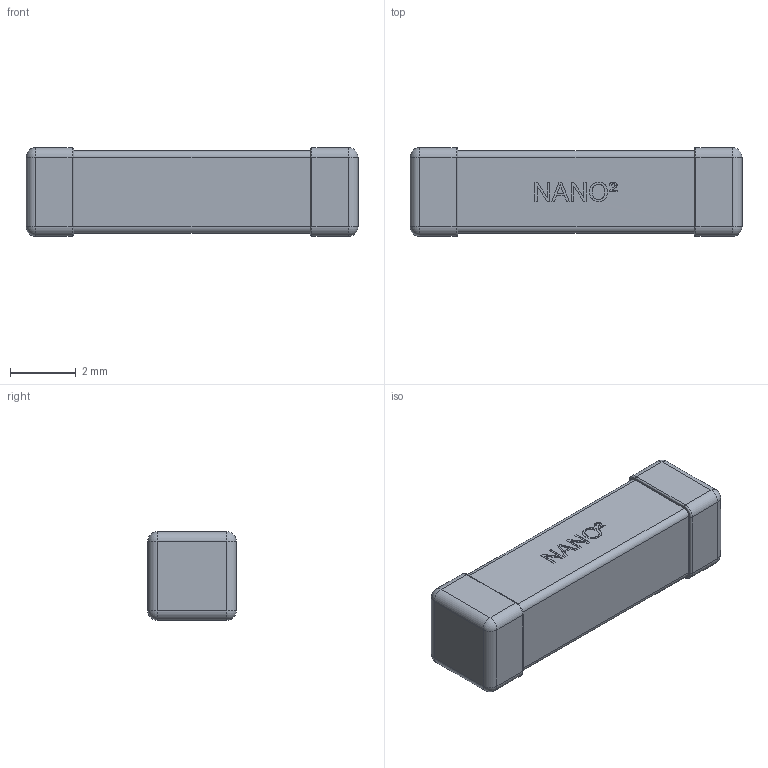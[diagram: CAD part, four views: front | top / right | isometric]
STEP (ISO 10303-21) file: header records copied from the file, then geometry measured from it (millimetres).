
FILE_DESCRIPTION (( 'STEP AP203' ), '1' );
FILE_NAME ('NANO2_SMD.STEP', '2013-06-09T09:04:09', ( '' ), ( '' ), 'SwSTEP 2.0', 'SolidWorks 2011', '' );
FILE_SCHEMA (( 'CONFIG_CONTROL_DESIGN' ));
Length unit declared in the file: centimetre
Products named in the file (1): NANO2_SMD
Bounding box: 10.1 x 2.7 x 2.7 mm (x, y, z)
Volume: 65.3 mm3; surface area: 112.7 mm2
Topology: 1 solids, 1 shells, 129 faces, 322 edges, 196 vertices
Faces by surface type: plane 58, cylinder 28, bspline 27, sphere 8, torus 8
Entity records: 3851 total; most frequent: CARTESIAN_POINT 891, ORIENTED_EDGE 628, DIRECTION 530, EDGE_CURVE 314, VERTEX_POINT 196, LINE 196, VECTOR 196, AXIS2_PLACEMENT_3D 167
